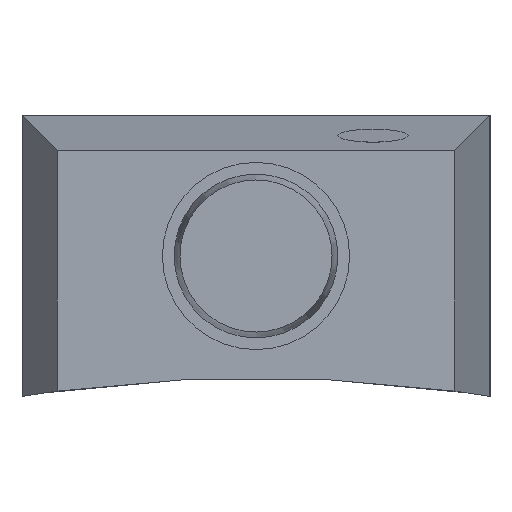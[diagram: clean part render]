
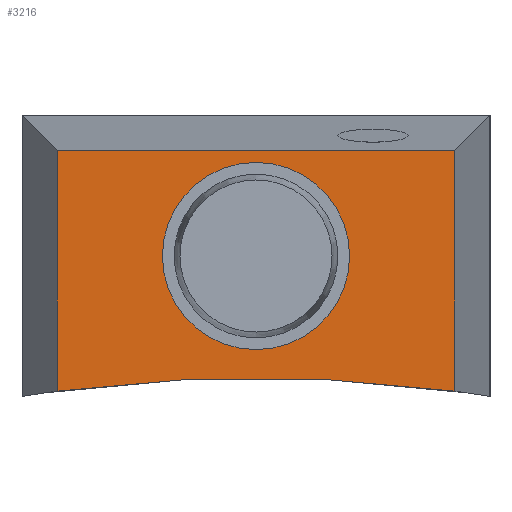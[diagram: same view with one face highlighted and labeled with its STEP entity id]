
A CAD part, left-side view. The second image highlights one B-rep face of the part: STEP entity #3216.
In plain terms, the highlighted planar face has unit normal (-1, 0, 0).
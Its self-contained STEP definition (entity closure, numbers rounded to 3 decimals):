
#2966=CARTESIAN_POINT('',(0.097,10.097,7.));
#2967=VERTEX_POINT('',#2966);
#2968=CARTESIAN_POINT('',(0.097,10.097,6.));
#2969=DIRECTION('',(1.0,0.0,0.0));
#2970=DIRECTION('',(0.0,0.0,-1.0));
#2971=AXIS2_PLACEMENT_3D('',#2968,#2969,#2970);
#2972=CIRCLE('',#2971,1.0);
#2973=EDGE_CURVE('',#2967,#2967,#2972,.T.);
#2994=CARTESIAN_POINT('',(0.097,18.597,0.223));
#2995=VERTEX_POINT('',#2994);
#2996=CARTESIAN_POINT('',(0.097,1.597,0.223));
#2997=VERTEX_POINT('',#2996);
#2998=CARTESIAN_POINT('',(0.097,10.097,-62.1));
#2999=DIRECTION('',(1.0,0.0,0.0));
#3000=DIRECTION('',(0.0,0.0,1.0));
#3001=AXIS2_PLACEMENT_3D('',#2998,#2999,#3000);
#3002=CIRCLE('',#3001,62.9);
#3003=EDGE_CURVE('',#2995,#2997,#3002,.T.);
#3183=CARTESIAN_POINT('',(0.097,0.097,0.0));
#3184=DIRECTION('',(-1.0,0.0,0.0));
#3185=DIRECTION('',(0.0,0.0,1.0));
#3186=AXIS2_PLACEMENT_3D('',#3183,#3184,#3185);
#3187=PLANE('',#3186);
#3188=ORIENTED_EDGE('',*,*,#3003,.T.);
#3189=CARTESIAN_POINT('',(0.097,1.597,10.5));
#3190=VERTEX_POINT('',#3189);
#3191=CARTESIAN_POINT('',(0.097,1.597,10.5));
#3192=DIRECTION('',(0.0,0.0,-1.0));
#3193=VECTOR('',#3192,10.277);
#3194=LINE('',#3191,#3193);
#3195=EDGE_CURVE('',#3190,#2997,#3194,.T.);
#3196=ORIENTED_EDGE('',*,*,#3195,.F.);
#3197=CARTESIAN_POINT('',(0.097,18.597,10.5));
#3198=VERTEX_POINT('',#3197);
#3199=CARTESIAN_POINT('',(0.097,18.597,10.5));
#3200=DIRECTION('',(0.0,-1.0,0.0));
#3201=VECTOR('',#3200,17.);
#3202=LINE('',#3199,#3201);
#3203=EDGE_CURVE('',#3198,#3190,#3202,.T.);
#3204=ORIENTED_EDGE('',*,*,#3203,.F.);
#3205=CARTESIAN_POINT('',(0.097,18.597,0.223));
#3206=DIRECTION('',(0.0,0.0,1.0));
#3207=VECTOR('',#3206,10.277);
#3208=LINE('',#3205,#3207);
#3209=EDGE_CURVE('',#2995,#3198,#3208,.T.);
#3210=ORIENTED_EDGE('',*,*,#3209,.F.);
#3211=EDGE_LOOP('',(#3188,#3196,#3204,#3210));
#3212=FACE_OUTER_BOUND('',#3211,.T.);
#3213=ORIENTED_EDGE('',*,*,#2973,.T.);
#3214=EDGE_LOOP('',(#3213));
#3215=FACE_BOUND('',#3214,.T.);
#3216=ADVANCED_FACE('',(#3212,#3215),#3187,.T.);
